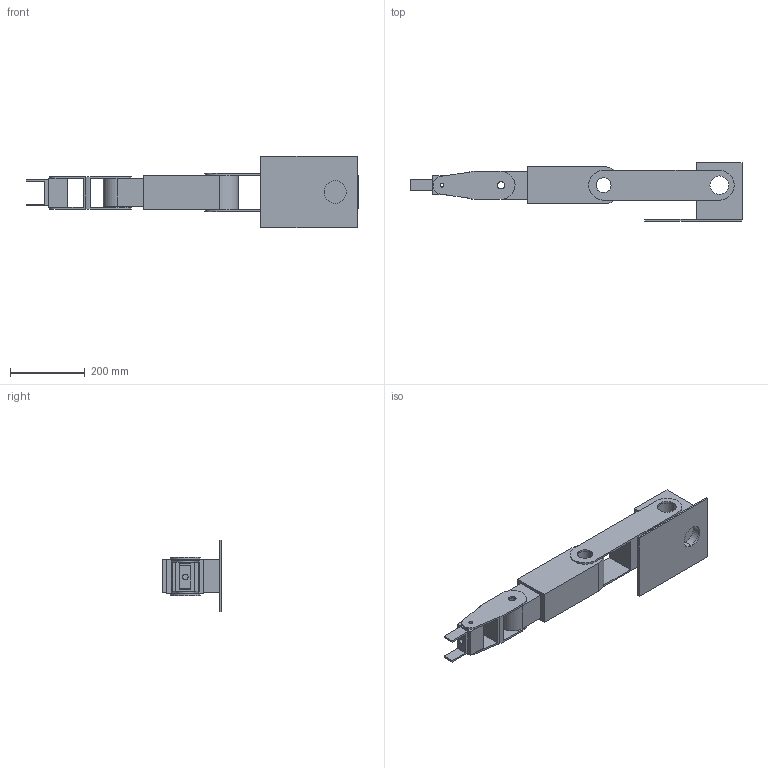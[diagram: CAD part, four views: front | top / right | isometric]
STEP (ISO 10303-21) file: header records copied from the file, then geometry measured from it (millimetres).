
FILE_DESCRIPTION (( 'STEP AP214' ), '1' );
FILE_NAME ('蚾饜极.S', '2025-12-16T14:03:38', ( '' ), ( '' ), 'SwSTEP 2.0', 'SolidWorks 2025', '' );
FILE_SCHEMA (( 'AUTOMOTIVE_DESIGN' ));
Length unit declared in the file: millimetre
Products named in the file (9): Base; link4; J0; 爪; 装配体; J5,6; Link3; Link1; Link2
Assembly tree (8 placements, depth 2):
  装配体
    J0
    Link1
    Link2
    Link3
    Base
    link4
    J5,6
    爪
Bounding box: 890 x 156 x 192 mm (x, y, z)
Volume: 5398175.2 mm3; surface area: 608592.6 mm2
Topology: 8 solids, 8 shells, 129 faces, 317 edges, 208 vertices
Faces by surface type: plane 72, cylinder 57
Entity records: 4169 total; most frequent: DIRECTION 713, CARTESIAN_POINT 665, ORIENTED_EDGE 634, EDGE_CURVE 317, AXIS2_PLACEMENT_3D 256, VERTEX_POINT 208, VECTOR 201, LINE 201
